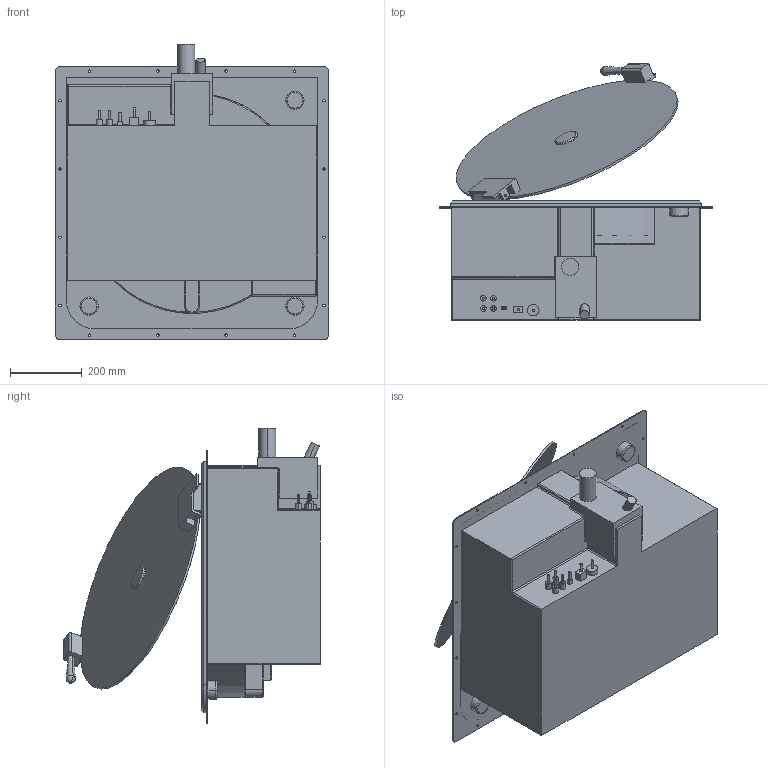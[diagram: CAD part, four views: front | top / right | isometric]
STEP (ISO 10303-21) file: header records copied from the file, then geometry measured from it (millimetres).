
FILE_DESCRIPTION((''),'2;1');
FILE_NAME('A-F-SC3_ENVELOPE_ASM','2025-05-06T10:49:22',('bwaterworth'),(''),'CREO PARAMETRIC BY PTC INC, 2020354','CREO PARAMETRIC BY PTC INC, 2020354','');
FILE_SCHEMA(('CONFIG_CONTROL_DESIGN'));
Length unit declared in the file: inch
Products named in the file (3): A-F-SC4-2_ENVELOPE; A-SC3_LID_ENVELOPE; A-F-SC3_ENVELOPE_ASM
Assembly tree (2 placements, depth 2):
  A-F-SC3_ENVELOPE_ASM
    A-F-SC4-2_ENVELOPE
    A-SC3_LID_ENVELOPE
Bounding box: 762 x 714.91 x 824.03 mm (x, y, z)
Volume: 95048770.5 mm3; surface area: 3016757 mm2
Topology: 2 solids, 2 shells, 284 faces, 702 edges, 452 vertices
Faces by surface type: cylinder 129, plane 118, torus 24, cone 10, sphere 3
Entity records: 8686 total; most frequent: DIRECTION 1574, CARTESIAN_POINT 1525, ORIENTED_EDGE 1400, EDGE_CURVE 700, AXIS2_PLACEMENT_3D 597, VERTEX_POINT 452, VECTOR 380, LINE 380
